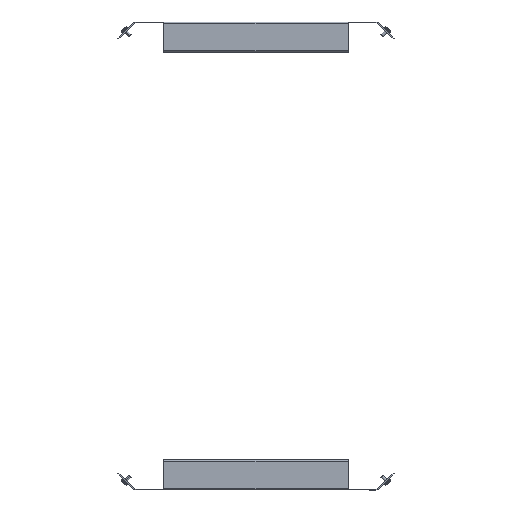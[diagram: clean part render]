
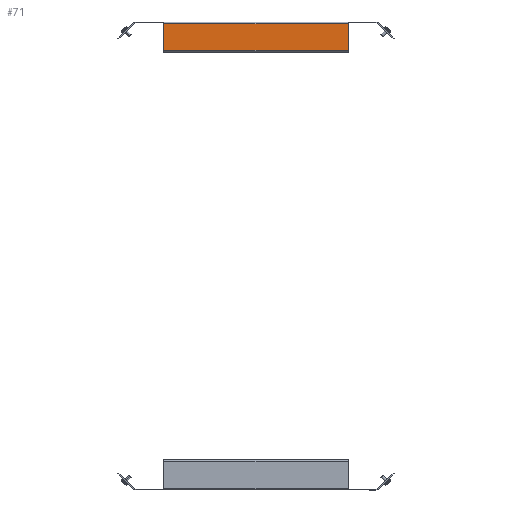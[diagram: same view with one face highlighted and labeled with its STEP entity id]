
A CAD part, top view. The second image highlights one B-rep face of the part: STEP entity #71.
In plain terms, the highlighted face is planar.
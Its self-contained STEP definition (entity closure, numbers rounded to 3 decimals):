
#71 = ADVANCED_FACE ( 'NONE', ( #5406 ), #5469, .T. ) ;
#100 = VECTOR ( 'NONE', #2493, 1000. ) ;
#356 = DIRECTION ( 'NONE',  ( 0., 1., 0. ) ) ;
#362 = CARTESIAN_POINT ( 'NONE',  ( -117., -36., -49.5 ) ) ;
#371 = VECTOR ( 'NONE', #3976, 1000. ) ;
#518 = VERTEX_POINT ( 'NONE', #5024 ) ;
#533 = CARTESIAN_POINT ( 'NONE',  ( 117., -2., -49.5 ) ) ;
#587 = EDGE_LOOP ( 'NONE', ( #5657, #5037, #889, #3299 ) ) ;
#654 = DIRECTION ( 'NONE',  ( 1., 0., 0. ) ) ;
#691 = DIRECTION ( 'NONE',  ( 0., 0., -1. ) ) ;
#729 = CARTESIAN_POINT ( 'NONE',  ( -117., -36., -49.5 ) ) ;
#754 = VERTEX_POINT ( 'NONE', #362 ) ;
#787 = EDGE_CURVE ( 'NONE', #518, #2483, #1781, .T. ) ;
#889 = ORIENTED_EDGE ( 'NONE', *, *, #2646, .F. ) ;
#1447 = DIRECTION ( 'NONE',  ( 0., 1., 0. ) ) ;
#1694 = CARTESIAN_POINT ( 'NONE',  ( 117., -36., -49.5 ) ) ;
#1781 = LINE ( 'NONE', #3559, #371 ) ;
#2002 = EDGE_CURVE ( 'NONE', #754, #3554, #4606, .T. ) ;
#2035 = LINE ( 'NONE', #4306, #2676 ) ;
#2364 = CARTESIAN_POINT ( 'NONE',  ( 0., 0., -49.5 ) ) ;
#2483 = VERTEX_POINT ( 'NONE', #533 ) ;
#2493 = DIRECTION ( 'NONE',  ( 0., -1., 0. ) ) ;
#2646 = EDGE_CURVE ( 'NONE', #3554, #2483, #2035, .T. ) ;
#2676 = VECTOR ( 'NONE', #356, 1000. ) ;
#3234 = VECTOR ( 'NONE', #654, 1000. ) ;
#3299 = ORIENTED_EDGE ( 'NONE', *, *, #2002, .F. ) ;
#3554 = VERTEX_POINT ( 'NONE', #1694 ) ;
#3559 = CARTESIAN_POINT ( 'NONE',  ( 0., -2., -49.5 ) ) ;
#3936 = EDGE_CURVE ( 'NONE', #518, #754, #4680, .T. ) ;
#3976 = DIRECTION ( 'NONE',  ( 1., 0., 0. ) ) ;
#4118 = CARTESIAN_POINT ( 'NONE',  ( 117., -36., -49.5 ) ) ;
#4306 = CARTESIAN_POINT ( 'NONE',  ( 117., -36., -49.5 ) ) ;
#4606 = LINE ( 'NONE', #4118, #3234 ) ;
#4680 = LINE ( 'NONE', #729, #100 ) ;
#4783 = AXIS2_PLACEMENT_3D ( 'NONE', #2364, #691, #1447 ) ;
#5024 = CARTESIAN_POINT ( 'NONE',  ( -117., -2., -49.5 ) ) ;
#5037 = ORIENTED_EDGE ( 'NONE', *, *, #787, .T. ) ;
#5406 = FACE_OUTER_BOUND ( 'NONE', #587, .T. ) ;
#5469 = PLANE ( 'NONE',  #4783 ) ;
#5657 = ORIENTED_EDGE ( 'NONE', *, *, #3936, .F. ) ;
